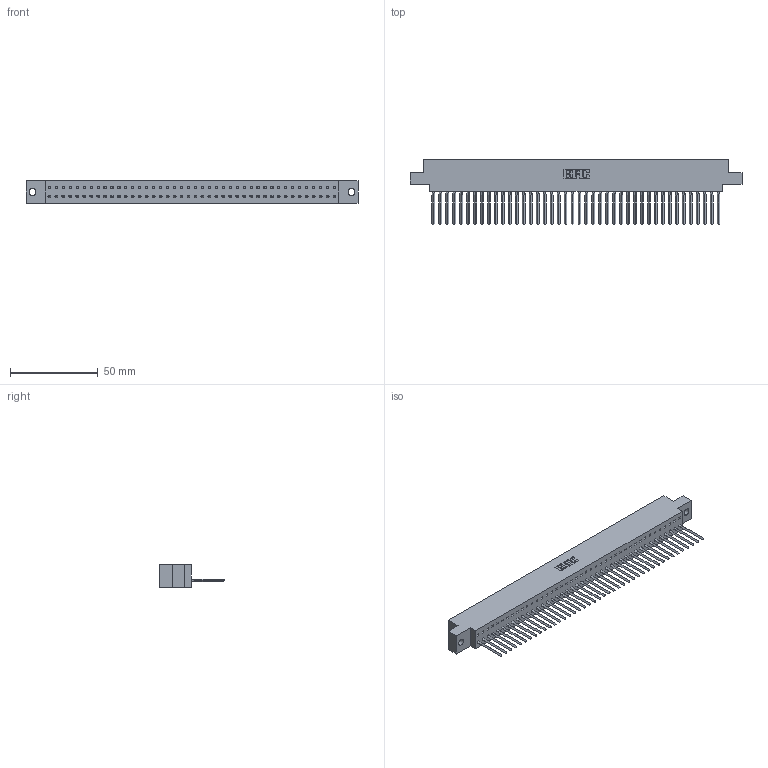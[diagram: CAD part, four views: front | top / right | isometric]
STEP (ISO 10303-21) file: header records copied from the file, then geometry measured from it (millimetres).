
FILE_DESCRIPTION (( 'STEP AP203' ), '1' );
FILE_NAME ('317-042-541-604.STEP', '2020-02-28T01:13:39', ( '' ), ( '' ), 'SwSTEP 2.0', 'SolidWorks 2016', '' );
FILE_SCHEMA (( 'CONFIG_CONTROL_DESIGN' ));
Length unit declared in the file: inch
Products named in the file (3): 317-290-002_541; 317 Part_.156 Dia - TH; 317-042-541-604
Assembly tree (43 placements, depth 2):
  317-042-541-604
    317 Part_.156 Dia - TH
    317-290-002_541  x42
Bounding box: 189.13 x 37.34 x 12.7 mm (x, y, z)
Volume: 30582.4 mm3; surface area: 43033 mm2
Topology: 43 solids, 43 shells, 6486 faces, 18503 edges, 12026 vertices
Faces by surface type: plane 5266, cylinder 1052, bspline 168
Entity records: 60918 total; most frequent: CARTESIAN_POINT 11471, ORIENTED_EDGE 10766, DIRECTION 8843, EDGE_CURVE 5383, LINE 5019, VECTOR 5019, VERTEX_POINT 3580, AXIS2_PLACEMENT_3D 1912
